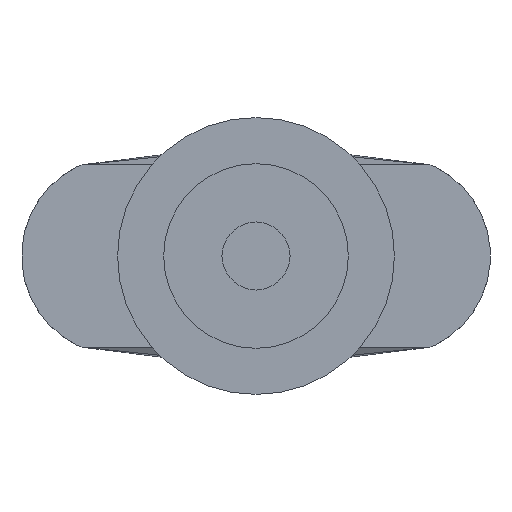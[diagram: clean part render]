
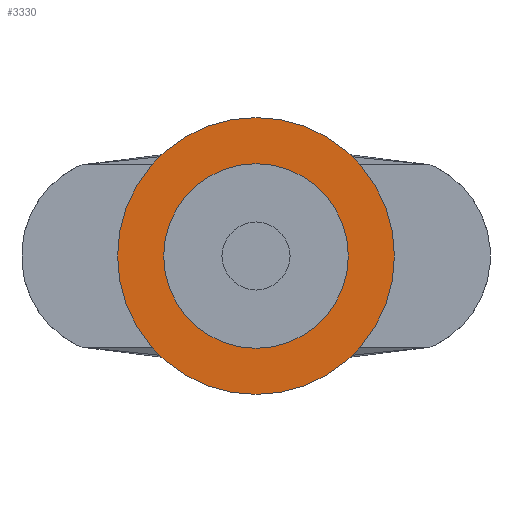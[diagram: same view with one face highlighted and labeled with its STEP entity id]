
A CAD part, front view. The second image highlights one B-rep face of the part: STEP entity #3330.
In plain terms, the highlighted planar face has unit normal (0, -1, 0).
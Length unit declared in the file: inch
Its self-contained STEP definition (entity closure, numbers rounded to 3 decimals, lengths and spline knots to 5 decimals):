
#12 = CIRCLE ( 'NONE', #354, 0.57 ) ;
#334 = CARTESIAN_POINT ( 'NONE',  ( 0., -1.276, 0. ) ) ;
#354 = AXIS2_PLACEMENT_3D ( 'NONE', #2451, #3522, #2440 ) ;
#485 = ORIENTED_EDGE ( 'NONE', *, *, #2868, .F. ) ;
#788 = CARTESIAN_POINT ( 'NONE',  ( -0.38, -1.276, 0. ) ) ;
#847 = CARTESIAN_POINT ( 'NONE',  ( 0.38, -1.276, 0. ) ) ;
#966 = DIRECTION ( 'NONE',  ( -1., 0., 0. ) ) ;
#1072 = FACE_OUTER_BOUND ( 'NONE', #1691, .T. ) ;
#1303 = ORIENTED_EDGE ( 'NONE', *, *, #2060, .F. ) ;
#1378 = EDGE_CURVE ( 'NONE', #2528, #2073, #3292, .T. ) ;
#1609 = DIRECTION ( 'NONE',  ( 1., 0., 0. ) ) ;
#1691 = EDGE_LOOP ( 'NONE', ( #1303, #485 ) ) ;
#1785 = DIRECTION ( 'NONE',  ( 0., 1., 0. ) ) ;
#1798 = AXIS2_PLACEMENT_3D ( 'NONE', #2646, #2095, #3429 ) ;
#1816 = VERTEX_POINT ( 'NONE', #3137 ) ;
#1827 = ORIENTED_EDGE ( 'NONE', *, *, #2249, .T. ) ;
#2028 = CIRCLE ( 'NONE', #2286, 0.57 ) ;
#2060 = EDGE_CURVE ( 'NONE', #2763, #1816, #2028, .T. ) ;
#2073 = VERTEX_POINT ( 'NONE', #3333 ) ;
#2095 = DIRECTION ( 'NONE',  ( 0., 1., 0. ) ) ;
#2249 = EDGE_CURVE ( 'NONE', #2073, #2528, #3255, .T. ) ;
#2286 = AXIS2_PLACEMENT_3D ( 'NONE', #334, #3278, #3052 ) ;
#2403 = DIRECTION ( 'NONE',  ( 0., -1., 0. ) ) ;
#2405 = EDGE_LOOP ( 'NONE', ( #1827, #3481 ) ) ;
#2440 = DIRECTION ( 'NONE',  ( -1., 0., 0. ) ) ;
#2451 = CARTESIAN_POINT ( 'NONE',  ( 0., -1.276, 0. ) ) ;
#2474 = AXIS2_PLACEMENT_3D ( 'NONE', #2623, #1785, #966 ) ;
#2528 = VERTEX_POINT ( 'NONE', #847 ) ;
#2623 = CARTESIAN_POINT ( 'NONE',  ( 0., -1.276, 0. ) ) ;
#2646 = CARTESIAN_POINT ( 'NONE',  ( 0., -1.276, 0. ) ) ;
#2761 = FACE_BOUND ( 'NONE', #2405, .T. ) ;
#2763 = VERTEX_POINT ( 'NONE', #3203 ) ;
#2868 = EDGE_CURVE ( 'NONE', #1816, #2763, #12, .T. ) ;
#3022 = AXIS2_PLACEMENT_3D ( 'NONE', #788, #2403, #1609 ) ;
#3052 = DIRECTION ( 'NONE',  ( -1., 0., 0. ) ) ;
#3137 = CARTESIAN_POINT ( 'NONE',  ( 0.57, -1.276, 0. ) ) ;
#3203 = CARTESIAN_POINT ( 'NONE',  ( -0.57, -1.276, 0. ) ) ;
#3214 = PLANE ( 'NONE',  #3022 ) ;
#3255 = CIRCLE ( 'NONE', #2474, 0.38 ) ;
#3278 = DIRECTION ( 'NONE',  ( 0., 1., 0. ) ) ;
#3292 = CIRCLE ( 'NONE', #1798, 0.38 ) ;
#3330 = ADVANCED_FACE ( 'NONE', ( #2761, #1072 ), #3214, .T. ) ;
#3333 = CARTESIAN_POINT ( 'NONE',  ( -0.38, -1.276, 0. ) ) ;
#3429 = DIRECTION ( 'NONE',  ( -1., 0., 0. ) ) ;
#3481 = ORIENTED_EDGE ( 'NONE', *, *, #1378, .T. ) ;
#3522 = DIRECTION ( 'NONE',  ( 0., 1., 0. ) ) ;
